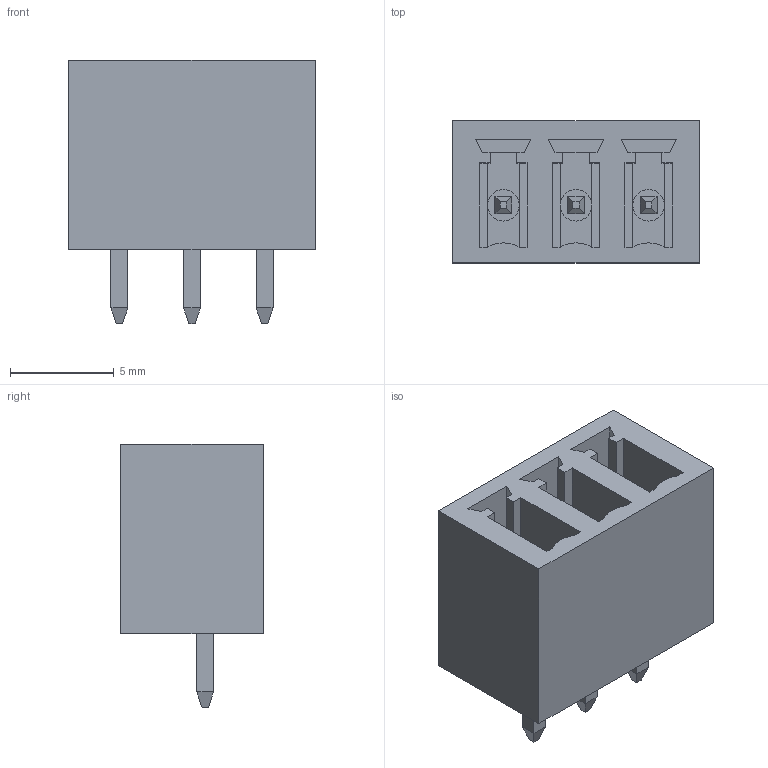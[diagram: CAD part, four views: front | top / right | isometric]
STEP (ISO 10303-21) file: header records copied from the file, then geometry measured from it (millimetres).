
FILE_DESCRIPTION((''),'2;1');
FILE_NAME('395011003','2015-01-16T',('me'),(''),'PRO/ENGINEER BY PARAMETRIC TECHNOLOGY CORPORATION, 2011490','PRO/ENGINEER BY PARAMETRIC TECHNOLOGY CORPORATION, 2011490','');
FILE_SCHEMA(('CONFIG_CONTROL_DESIGN'));
Length unit declared in the file: inch
Products named in the file (1): 395011003
Bounding box: 11.91 x 6.86 x 12.7 mm (x, y, z)
Volume: 508.5 mm3; surface area: 1051.4 mm2
Topology: 1 solids, 1 shells, 144 faces, 357 edges, 230 vertices
Faces by surface type: plane 135, cylinder 9
Entity records: 4183 total; most frequent: CARTESIAN_POINT 720, ORIENTED_EDGE 696, DIRECTION 671, EDGE_CURVE 348, VECTOR 333, LINE 333, VERTEX_POINT 218, AXIS2_PLACEMENT_3D 169
